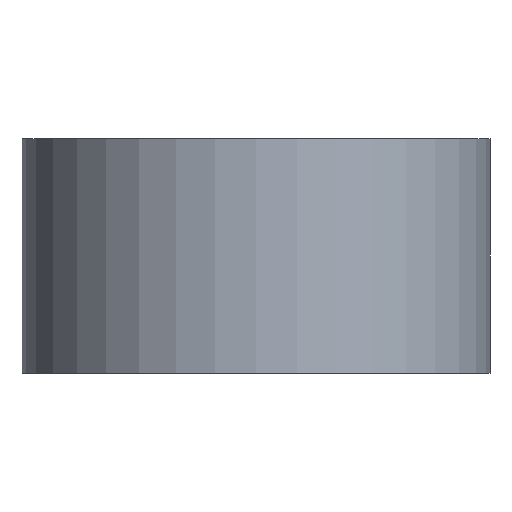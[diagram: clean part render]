
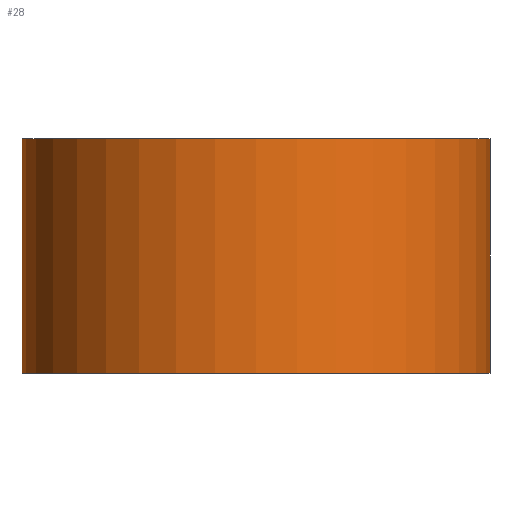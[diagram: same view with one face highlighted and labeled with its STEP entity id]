
A CAD part, front view. The second image highlights one B-rep face of the part: STEP entity #28.
In plain terms, the highlighted cylindrical face has radius 12.696 mm (diameter 25.392 mm), a partial arc.
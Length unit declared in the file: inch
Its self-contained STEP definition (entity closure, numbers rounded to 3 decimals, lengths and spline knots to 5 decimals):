
#28 = ADVANCED_FACE ( 'NONE', ( #641 ), #125, .T. ) ;
#49 = DIRECTION ( 'NONE',  ( 0., 0., 1. ) ) ;
#71 = CARTESIAN_POINT ( 'NONE',  ( 0., 0., 0. ) ) ;
#108 = CARTESIAN_POINT ( 'NONE',  ( 0., 0., 0.5 ) ) ;
#125 = CYLINDRICAL_SURFACE ( 'NONE', #659, 0.49985 ) ;
#127 = DIRECTION ( 'NONE',  ( 0., 0., -1. ) ) ;
#178 = DIRECTION ( 'NONE',  ( 1., 0., 0. ) ) ;
#183 = ORIENTED_EDGE ( 'NONE', *, *, #567, .T. ) ;
#219 = DIRECTION ( 'NONE',  ( -1., 0., 0. ) ) ;
#224 = VERTEX_POINT ( 'NONE', #342 ) ;
#234 = CARTESIAN_POINT ( 'NONE',  ( -0.49985, 0., 0.5 ) ) ;
#294 = CARTESIAN_POINT ( 'NONE',  ( 0.49985, 0., 0.5 ) ) ;
#342 = CARTESIAN_POINT ( 'NONE',  ( 0.49985, 0., 0.5 ) ) ;
#378 = CARTESIAN_POINT ( 'NONE',  ( -0.49985, 0., 0.5 ) ) ;
#379 = ORIENTED_EDGE ( 'NONE', *, *, #576, .T. ) ;
#400 = CIRCLE ( 'NONE', #651, 0.49985 ) ;
#408 = DIRECTION ( 'NONE',  ( 1., 0., 0. ) ) ;
#425 = LINE ( 'NONE', #294, #468 ) ;
#429 = CARTESIAN_POINT ( 'NONE',  ( 0.49985, 0., 0. ) ) ;
#432 = VERTEX_POINT ( 'NONE', #378 ) ;
#438 = ORIENTED_EDGE ( 'NONE', *, *, #563, .F. ) ;
#451 = CIRCLE ( 'NONE', #560, 0.49985 ) ;
#456 = ORIENTED_EDGE ( 'NONE', *, *, #750, .F. ) ;
#468 = VECTOR ( 'NONE', #127, 39.37008 ) ;
#489 = CARTESIAN_POINT ( 'NONE',  ( 0., 0., 0.5 ) ) ;
#541 = EDGE_LOOP ( 'NONE', ( #438, #456, #379, #183 ) ) ;
#547 = DIRECTION ( 'NONE',  ( 0., 0., -1. ) ) ;
#560 = AXIS2_PLACEMENT_3D ( 'NONE', #108, #49, #408 ) ;
#563 = EDGE_CURVE ( 'NONE', #224, #580, #425, .T. ) ;
#567 = EDGE_CURVE ( 'NONE', #761, #580, #400, .T. ) ;
#568 = VECTOR ( 'NONE', #573, 39.37008 ) ;
#573 = DIRECTION ( 'NONE',  ( 0., 0., -1. ) ) ;
#576 = EDGE_CURVE ( 'NONE', #432, #761, #763, .T. ) ;
#580 = VERTEX_POINT ( 'NONE', #429 ) ;
#641 = FACE_OUTER_BOUND ( 'NONE', #541, .T. ) ;
#645 = DIRECTION ( 'NONE',  ( 0., 0., 1. ) ) ;
#651 = AXIS2_PLACEMENT_3D ( 'NONE', #71, #645, #178 ) ;
#659 = AXIS2_PLACEMENT_3D ( 'NONE', #489, #547, #219 ) ;
#750 = EDGE_CURVE ( 'NONE', #432, #224, #451, .T. ) ;
#761 = VERTEX_POINT ( 'NONE', #773 ) ;
#763 = LINE ( 'NONE', #234, #568 ) ;
#773 = CARTESIAN_POINT ( 'NONE',  ( -0.49985, 0., 0. ) ) ;
